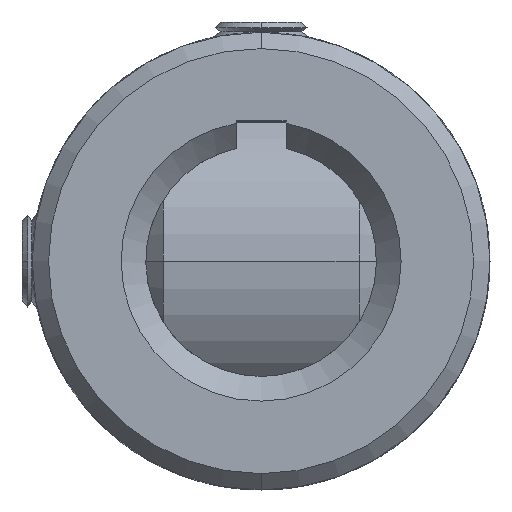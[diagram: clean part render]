
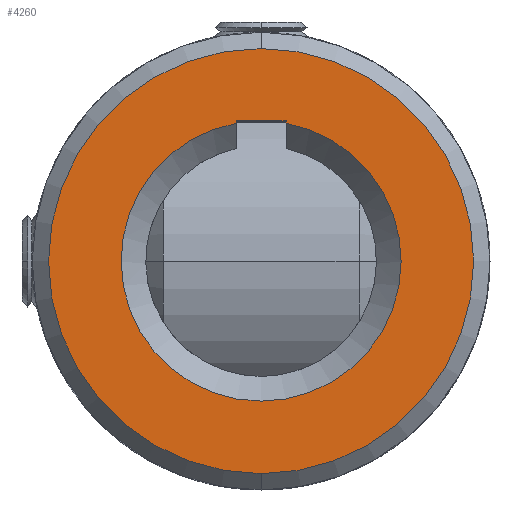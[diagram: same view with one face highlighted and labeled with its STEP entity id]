
A CAD part, left-side view. The second image highlights one B-rep face of the part: STEP entity #4260.
In plain terms, the highlighted planar face has unit normal (-1, 0, 0).
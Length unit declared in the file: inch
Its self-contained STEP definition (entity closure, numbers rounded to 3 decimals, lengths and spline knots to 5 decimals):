
#17 = VECTOR ( 'NONE', #1439, 39.37008 ) ;
#91 = LINE ( 'NONE', #1501, #17 ) ;
#277 = DIRECTION ( 'NONE',  ( -1., 0., 0. ) ) ;
#387 = CARTESIAN_POINT ( 'NONE',  ( -1.5, 0., -0.404 ) ) ;
#459 = FACE_BOUND ( 'NONE', #8193, .T. ) ;
#962 = ORIENTED_EDGE ( 'NONE', *, *, #7581, .T. ) ;
#1075 = EDGE_CURVE ( 'NONE', #6291, #5300, #3807, .T. ) ;
#1439 = DIRECTION ( 'NONE',  ( 0., 0., 1. ) ) ;
#1501 = CARTESIAN_POINT ( 'NONE',  ( -1.5, -0.0474, 0. ) ) ;
#1744 = CIRCLE ( 'NONE', #3278, 0.26613 ) ;
#2401 = EDGE_CURVE ( 'NONE', #7904, #6790, #1744, .T. ) ;
#2661 = CARTESIAN_POINT ( 'NONE',  ( -1.5, 0., 0. ) ) ;
#2934 = FACE_OUTER_BOUND ( 'NONE', #8151, .T. ) ;
#3278 = AXIS2_PLACEMENT_3D ( 'NONE', #6969, #6959, #6904 ) ;
#3337 = DIRECTION ( 'NONE',  ( 0., 0., -1. ) ) ;
#3796 = VECTOR ( 'NONE', #5664, 39.37008 ) ;
#3798 = VECTOR ( 'NONE', #7477, 39.37008 ) ;
#3807 = LINE ( 'NONE', #5571, #3796 ) ;
#3836 = ORIENTED_EDGE ( 'NONE', *, *, #6056, .F. ) ;
#3993 = LINE ( 'NONE', #8051, #3798 ) ;
#4008 = EDGE_CURVE ( 'NONE', #7904, #6291, #91, .T. ) ;
#4260 = ADVANCED_FACE ( 'NONE', ( #459, #2934 ), #7540, .F. ) ;
#4268 = CARTESIAN_POINT ( 'NONE',  ( -1.5, 0., 0. ) ) ;
#4286 = CIRCLE ( 'NONE', #6442, 0.404 ) ;
#4913 = DIRECTION ( 'NONE',  ( 0., 0., -1. ) ) ;
#4980 = ORIENTED_EDGE ( 'NONE', *, *, #7341, .T. ) ;
#5038 = CARTESIAN_POINT ( 'NONE',  ( -1.5, -0.0474, 0.26187 ) ) ;
#5076 = CARTESIAN_POINT ( 'NONE',  ( -1.5, 0.0474, 0.26696 ) ) ;
#5117 = CARTESIAN_POINT ( 'NONE',  ( -1.5, -0.0474, 0.26696 ) ) ;
#5300 = VERTEX_POINT ( 'NONE', #5076 ) ;
#5384 = ORIENTED_EDGE ( 'NONE', *, *, #2401, .T. ) ;
#5571 = CARTESIAN_POINT ( 'NONE',  ( -1.5, 0.0474, 0.26696 ) ) ;
#5626 = ORIENTED_EDGE ( 'NONE', *, *, #4008, .F. ) ;
#5664 = DIRECTION ( 'NONE',  ( 0., 1., 0. ) ) ;
#6056 = EDGE_CURVE ( 'NONE', #5300, #6790, #3993, .T. ) ;
#6291 = VERTEX_POINT ( 'NONE', #5117 ) ;
#6399 = ORIENTED_EDGE ( 'NONE', *, *, #1075, .F. ) ;
#6442 = AXIS2_PLACEMENT_3D ( 'NONE', #4268, #277, #4913 ) ;
#6635 = VERTEX_POINT ( 'NONE', #8221 ) ;
#6700 = AXIS2_PLACEMENT_3D ( 'NONE', #2661, #7253, #3337 ) ;
#6736 = CIRCLE ( 'NONE', #6700, 0.404 ) ;
#6790 = VERTEX_POINT ( 'NONE', #8437 ) ;
#6904 = DIRECTION ( 'NONE',  ( 0., 0., -1. ) ) ;
#6959 = DIRECTION ( 'NONE',  ( 1., 0., 0. ) ) ;
#6969 = CARTESIAN_POINT ( 'NONE',  ( -1.5, 0., 0. ) ) ;
#7124 = VERTEX_POINT ( 'NONE', #387 ) ;
#7253 = DIRECTION ( 'NONE',  ( -1., 0., 0. ) ) ;
#7341 = EDGE_CURVE ( 'NONE', #7124, #6635, #4286, .T. ) ;
#7445 = DIRECTION ( 'NONE',  ( 0., 0., -1. ) ) ;
#7459 = DIRECTION ( 'NONE',  ( 1., 0., 0. ) ) ;
#7477 = DIRECTION ( 'NONE',  ( 0., 0., -1. ) ) ;
#7540 = PLANE ( 'NONE',  #7810 ) ;
#7581 = EDGE_CURVE ( 'NONE', #6635, #7124, #6736, .T. ) ;
#7646 = CARTESIAN_POINT ( 'NONE',  ( -1.5, 0., 0. ) ) ;
#7810 = AXIS2_PLACEMENT_3D ( 'NONE', #7646, #7459, #7445 ) ;
#7904 = VERTEX_POINT ( 'NONE', #5038 ) ;
#8051 = CARTESIAN_POINT ( 'NONE',  ( -1.5, 0.0474, 0. ) ) ;
#8151 = EDGE_LOOP ( 'NONE', ( #4980, #962 ) ) ;
#8193 = EDGE_LOOP ( 'NONE', ( #5384, #3836, #6399, #5626 ) ) ;
#8221 = CARTESIAN_POINT ( 'NONE',  ( -1.5, 0., 0.404 ) ) ;
#8437 = CARTESIAN_POINT ( 'NONE',  ( -1.5, 0.0474, 0.26187 ) ) ;
